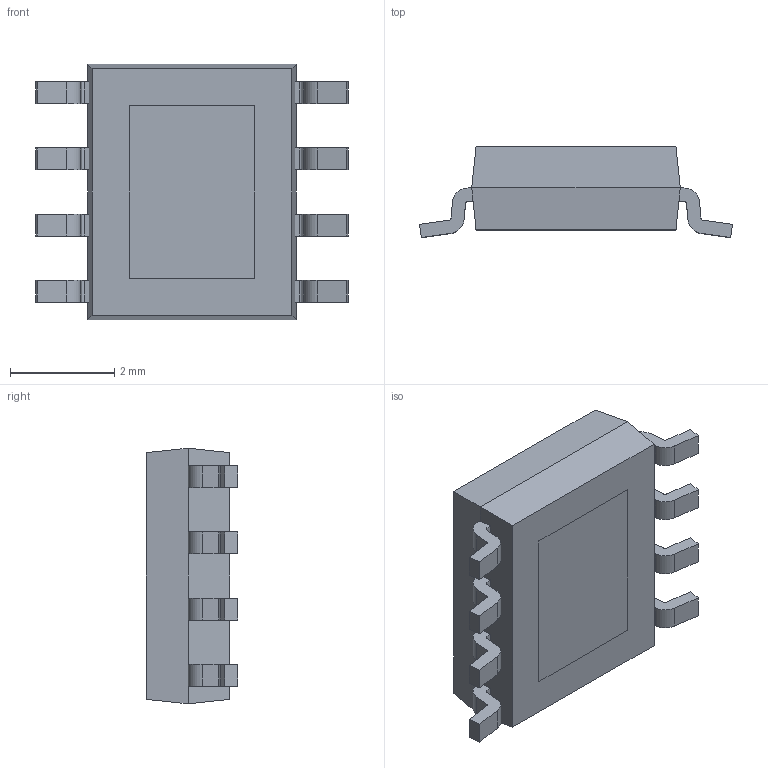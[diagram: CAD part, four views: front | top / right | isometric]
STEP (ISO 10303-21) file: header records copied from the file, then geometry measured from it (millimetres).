
FILE_DESCRIPTION (( 'STEP AP214' ), '1' );
FILE_NAME ('TP4056.STEP', '2021-08-13T08:05:12', ( '' ), ( '' ), 'SwSTEP 2.0', 'SolidWorks 2017', '' );
FILE_SCHEMA (( 'AUTOMOTIVE_DESIGN' ));
Length unit declared in the file: millimetre
Products named in the file (1): TP4056
Bounding box: 6 x 1.75 x 4.9 mm (x, y, z)
Volume: 31.4 mm3; surface area: 106 mm2
Topology: 11 solids, 11 shells, 180 faces, 448 edges, 292 vertices
Faces by surface type: plane 144, cylinder 36
Entity records: 5408 total; most frequent: CARTESIAN_POINT 921, ORIENTED_EDGE 896, DIRECTION 882, EDGE_CURVE 448, LINE 376, VECTOR 376, VERTEX_POINT 292, AXIS2_PLACEMENT_3D 253
